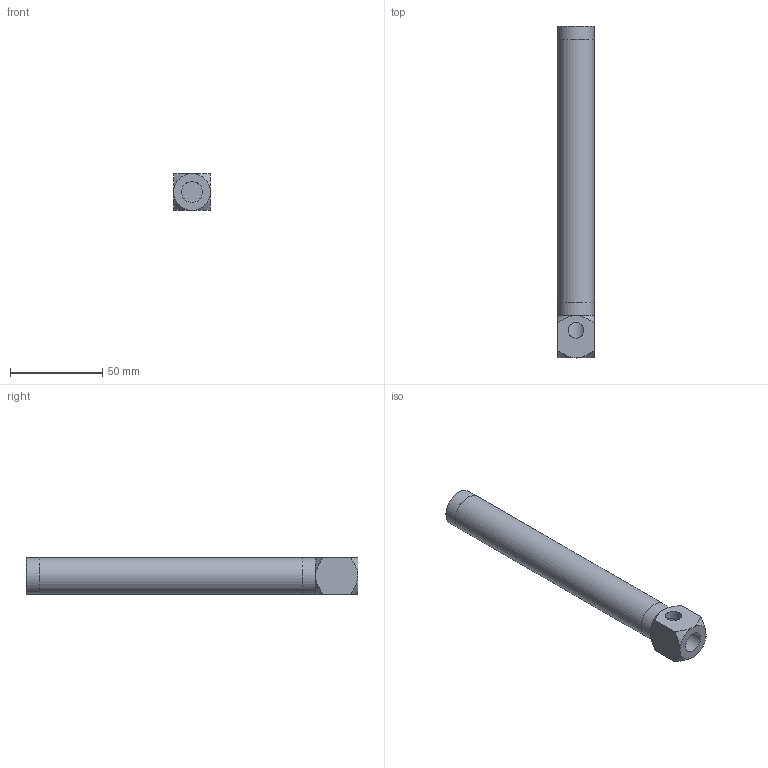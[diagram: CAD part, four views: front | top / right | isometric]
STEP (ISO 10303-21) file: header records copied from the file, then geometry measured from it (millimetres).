
FILE_DESCRIPTION( ( 'STEP AP214' ), '1' );
FILE_NAME( 'CA.GSE.201418150.stp', '2015-08-18T11:31:49', ( ' ' ), ( ' ' ), 'XStep 1.0', ' ', ' ' );
FILE_SCHEMA( ( 'CONFIG_CONTROL_DESIGN) ( )' ) );
Length unit declared in the file: metre
Products named in the file (3): Assem1; GSE.20.1; WKA.20.150
Bounding box: 20 x 180 x 20 mm (x, y, z)
Volume: 58983.1 mm3; surface area: 42899.7 mm2
Topology: 4 solids, 4 shells, 80 faces, 152 edges, 96 vertices
Faces by surface type: plane 32, cylinder 26, cone 22
Full cylindrical faces by diameter (mm): 8.566 x2, 10 x2, 11.445 x2, 14.99 x2, 15 x4, 15.4 x4, 15.5 x2, 15.7 x2, 20 x2
Entity records: 1474 total; most frequent: CARTESIAN_POINT 470, DIRECTION 154, ORIENTED_EDGE 114, AXIS2_PLACEMENT_3D 74, EDGE_LOOP 66, EDGE_CURVE 57, FACE_OUTER_BOUND 51, VERTEX_POINT 44
